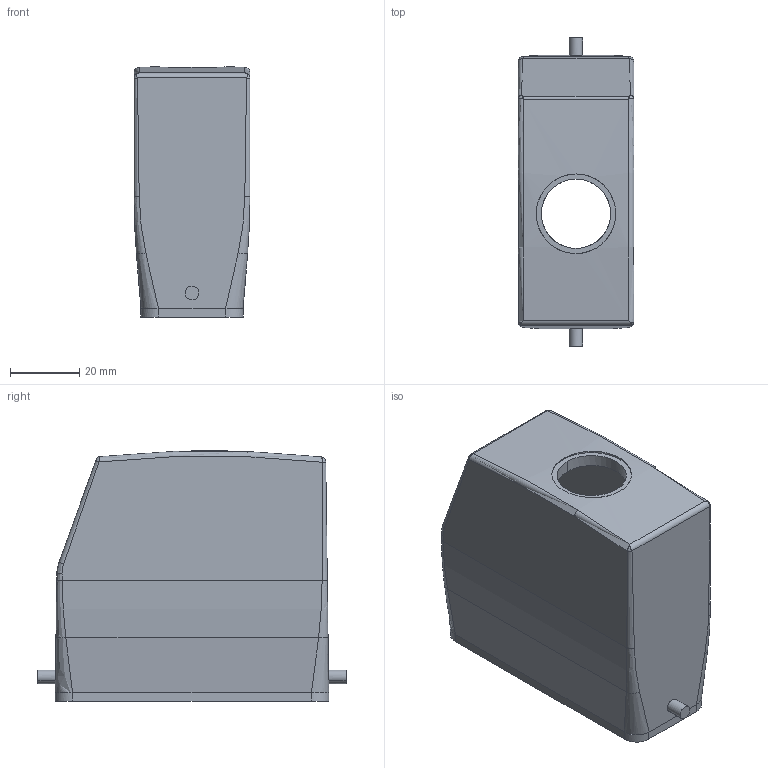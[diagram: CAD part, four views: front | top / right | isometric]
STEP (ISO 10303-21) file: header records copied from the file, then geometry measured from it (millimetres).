
FILE_DESCRIPTION(('CATIA V5 STEP Exchange','CAx-IF Rec.Pracs.--- Model Styling and Organization---1.5--- 2016-08-15','CAx-IF Rec.Pracs.---Supplemental Geometry---1.0---2011-11-01','CAx-IF Rec.Pracs.--- Composite Materials ---1.1---2010-07-15'),'2;1');
FILE_NAME ('021690-3_1', '2025-08-25T08:11:15+00:00', ('none'), ('Weidmueller'), 'CATIA Version 5-6 Release 2024 SP4', 'CATIA V5 STEP AP214 v3', 'none');
FILE_SCHEMA(('AUTOMOTIVE_DESIGN { 1 0 10303 214 1 1 1 1 }'));
Length unit declared in the file: millimetre
Products named in the file (1): 1788710000_S
Bounding box: 33.5 x 89 x 72.3 mm (x, y, z)
Volume: 64176.6 mm3; surface area: 32246.3 mm2
Topology: 1 solids, 1 shells, 106 faces, 255 edges, 156 vertices
Faces by surface type: plane 47, cylinder 35, bspline 22, torus 2
Entity records: 5054 total; most frequent: CARTESIAN_POINT 2931, ORIENTED_EDGE 506, DIRECTION 271, EDGE_CURVE 253, VERTEX_POINT 156, EDGE_LOOP 115, VECTOR 109, LINE 109
